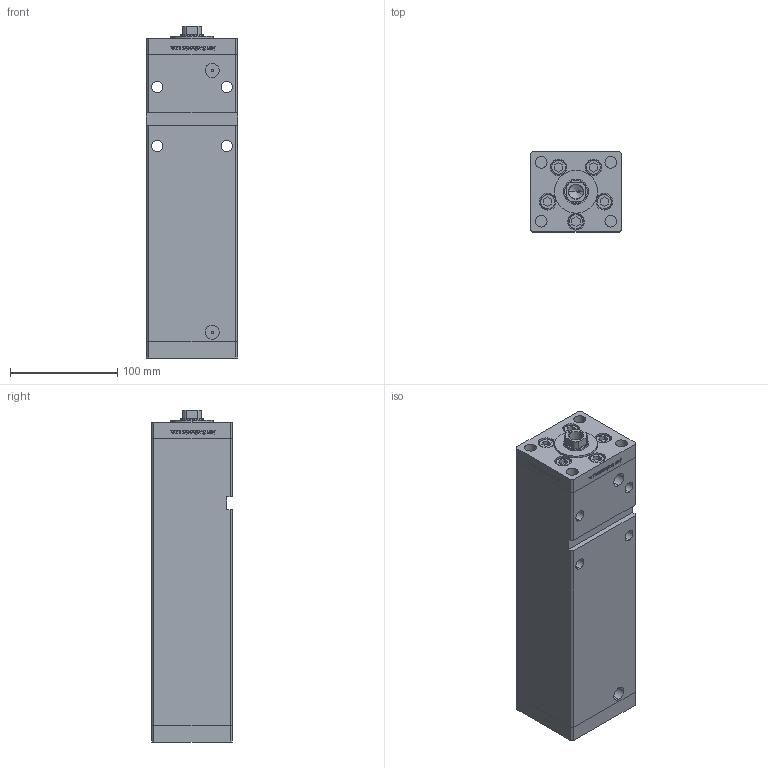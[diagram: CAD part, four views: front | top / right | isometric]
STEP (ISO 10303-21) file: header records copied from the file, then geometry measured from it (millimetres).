
FILE_DESCRIPTION (( 'STEP AP203' ), '1' );
FILE_NAME ('fe8c.STEP', '2024-01-08T19:32:11', ( '' ), ( '' ), 'SwSTEP 2.0', 'SolidWorks 2019', '' );
FILE_SCHEMA (( 'CONFIG_CONTROL_DESIGN' ));
Length unit declared in the file: millimetre
Products named in the file (6): fe8c; V220C_FRONT_E 83a31611d897157d5c285bcc6716c7bf; V220C_VC_E 83a31611d897157d5c285bcc6716c7bf; ALLEN BOLT 83a31611d897157d5c285bcc6716c7bf; V220C BACK_E 83a31611d897157d5c285bcc6716c7bf; V220C_E MIDDLE 83a31611d897157d5c285bcc6716c7bf
Assembly tree (14 placements, depth 2):
  fe8c
    V220C BACK_E 83a31611d897157d5c285bcc6716c7bf
    V220C_E MIDDLE 83a31611d897157d5c285bcc6716c7bf
    V220C_FRONT_E 83a31611d897157d5c285bcc6716c7bf
    ALLEN BOLT 83a31611d897157d5c285bcc6716c7bf  x10
    V220C_VC_E 83a31611d897157d5c285bcc6716c7bf
Bounding box: 85 x 75 x 310 mm (x, y, z)
Volume: 1605715.3 mm3; surface area: 236290.1 mm2
Topology: 14 solids, 14 shells, 1214 faces, 3047 edges, 1999 vertices
Faces by surface type: bspline 484, plane 475, cylinder 165, cone 46, torus 44
Entity records: 53221 total; most frequent: CARTESIAN_POINT 30433, ORIENTED_EDGE 5262, DIRECTION 3035, EDGE_CURVE 2631, VERTEX_POINT 1747, VECTOR 1361, LINE 1361, EDGE_LOOP 1190
